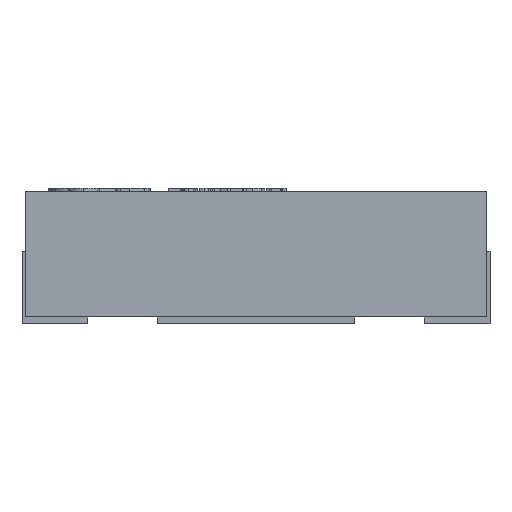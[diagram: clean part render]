
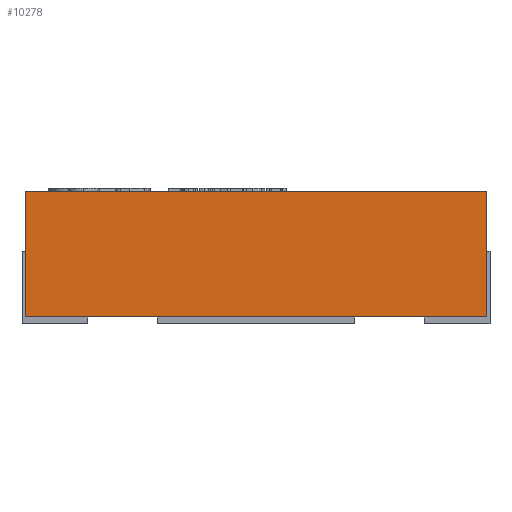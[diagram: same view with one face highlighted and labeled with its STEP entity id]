
A CAD part, front view. The second image highlights one B-rep face of the part: STEP entity #10278.
In plain terms, the highlighted planar face has unit normal (0, -1, 0).
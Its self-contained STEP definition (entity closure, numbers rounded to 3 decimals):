
#11 = CARTESIAN_POINT ( 'NONE',  ( -0.7, -0.55, 0.38 ) ) ;
#369 = LINE ( 'NONE', #2479, #5770 ) ;
#722 = VERTEX_POINT ( 'NONE', #1105 ) ;
#1105 = CARTESIAN_POINT ( 'NONE',  ( 0.7, -0.55, 0. ) ) ;
#2336 = CARTESIAN_POINT ( 'NONE',  ( 0.7, -0.55, 0.38 ) ) ;
#2479 = CARTESIAN_POINT ( 'NONE',  ( -0.7, -0.55, 0.38 ) ) ;
#3125 = CARTESIAN_POINT ( 'NONE',  ( -0.7, -0.55, 0. ) ) ;
#3278 = EDGE_CURVE ( 'NONE', #6262, #7122, #6077, .T. ) ;
#4976 = FACE_OUTER_BOUND ( 'NONE', #8264, .T. ) ;
#5006 = LINE ( 'NONE', #8201, #7555 ) ;
#5178 = DIRECTION ( 'NONE',  ( 0., 1., 0. ) ) ;
#5770 = VECTOR ( 'NONE', #10614, 1000. ) ;
#5982 = PLANE ( 'NONE',  #7078 ) ;
#6077 = LINE ( 'NONE', #12409, #13440 ) ;
#6262 = VERTEX_POINT ( 'NONE', #8158 ) ;
#6356 = LINE ( 'NONE', #3125, #10346 ) ;
#6987 = VERTEX_POINT ( 'NONE', #2336 ) ;
#7078 = AXIS2_PLACEMENT_3D ( 'NONE', #11, #5178, #11492 ) ;
#7122 = VERTEX_POINT ( 'NONE', #9150 ) ;
#7555 = VECTOR ( 'NONE', #10269, 1000. ) ;
#7687 = EDGE_CURVE ( 'NONE', #6987, #722, #5006, .T. ) ;
#7863 = ORIENTED_EDGE ( 'NONE', *, *, #7687, .F. ) ;
#8158 = CARTESIAN_POINT ( 'NONE',  ( -0.7, -0.55, 0.38 ) ) ;
#8201 = CARTESIAN_POINT ( 'NONE',  ( 0.7, -0.55, 0.38 ) ) ;
#8264 = EDGE_LOOP ( 'NONE', ( #9878, #7863, #11796, #11865 ) ) ;
#9150 = CARTESIAN_POINT ( 'NONE',  ( -0.7, -0.55, 0. ) ) ;
#9878 = ORIENTED_EDGE ( 'NONE', *, *, #11723, .T. ) ;
#10265 = DIRECTION ( 'NONE',  ( 0., 0., -1. ) ) ;
#10269 = DIRECTION ( 'NONE',  ( 0., 0., -1. ) ) ;
#10278 = ADVANCED_FACE ( 'NONE', ( #4976 ), #5982, .F. ) ;
#10346 = VECTOR ( 'NONE', #11594, 1000. ) ;
#10614 = DIRECTION ( 'NONE',  ( 1., 0., 0. ) ) ;
#11492 = DIRECTION ( 'NONE',  ( 0., 0., 1. ) ) ;
#11594 = DIRECTION ( 'NONE',  ( 1., 0., 0. ) ) ;
#11723 = EDGE_CURVE ( 'NONE', #7122, #722, #6356, .T. ) ;
#11796 = ORIENTED_EDGE ( 'NONE', *, *, #11903, .F. ) ;
#11865 = ORIENTED_EDGE ( 'NONE', *, *, #3278, .T. ) ;
#11903 = EDGE_CURVE ( 'NONE', #6262, #6987, #369, .T. ) ;
#12409 = CARTESIAN_POINT ( 'NONE',  ( -0.7, -0.55, 0.38 ) ) ;
#13440 = VECTOR ( 'NONE', #10265, 1000. ) ;
